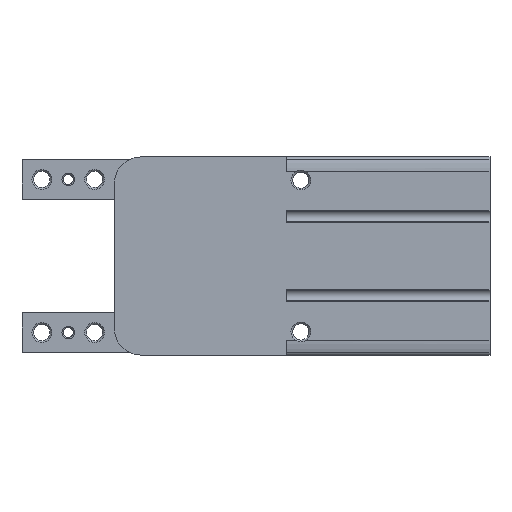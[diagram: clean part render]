
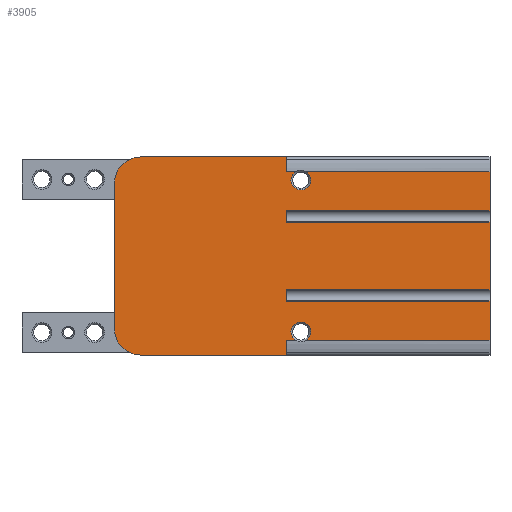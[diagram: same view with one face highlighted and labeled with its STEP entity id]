
A CAD part, left-side view. The second image highlights one B-rep face of the part: STEP entity #3905.
In plain terms, the highlighted planar face has unit normal (-1, 0, 0).
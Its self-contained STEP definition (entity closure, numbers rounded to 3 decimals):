
#222=LINE('',#5958,#547);
#225=LINE('',#5966,#550);
#245=LINE('',#6057,#570);
#247=LINE('',#6065,#572);
#248=LINE('',#6074,#573);
#250=LINE('',#6082,#575);
#270=LINE('',#6141,#595);
#275=LINE('',#6165,#600);
#309=LINE('',#6309,#634);
#317=LINE('',#6335,#642);
#319=LINE('',#6339,#644);
#320=LINE('',#6340,#645);
#321=LINE('',#6342,#646);
#322=LINE('',#6344,#647);
#323=LINE('',#6346,#648);
#324=LINE('',#6347,#649);
#325=LINE('',#6349,#650);
#326=LINE('',#6351,#651);
#547=VECTOR('',#4674,1000.);
#550=VECTOR('',#4681,1000.);
#570=VECTOR('',#4735,1000.);
#572=VECTOR('',#4741,1000.);
#573=VECTOR('',#4744,1000.);
#575=VECTOR('',#4750,1000.);
#595=VECTOR('',#4794,1000.);
#600=VECTOR('',#4813,1000.);
#634=VECTOR('',#4931,1000.);
#642=VECTOR('',#4953,1000.);
#644=VECTOR('',#4959,1000.);
#645=VECTOR('',#4960,1000.);
#646=VECTOR('',#4963,1000.);
#647=VECTOR('',#4964,1000.);
#648=VECTOR('',#4965,1000.);
#649=VECTOR('',#4966,1000.);
#650=VECTOR('',#4967,1000.);
#651=VECTOR('',#4968,1000.);
#1094=ORIENTED_EDGE('',*,*,#2200,.T.);
#1095=ORIENTED_EDGE('',*,*,#2061,.F.);
#1096=ORIENTED_EDGE('',*,*,#2201,.T.);
#1097=ORIENTED_EDGE('',*,*,#2022,.F.);
#1098=ORIENTED_EDGE('',*,*,#2033,.F.);
#1099=ORIENTED_EDGE('',*,*,#2198,.F.);
#1100=ORIENTED_EDGE('',*,*,#2030,.F.);
#1101=ORIENTED_EDGE('',*,*,#2018,.T.);
#1102=ORIENTED_EDGE('',*,*,#2202,.T.);
#1103=ORIENTED_EDGE('',*,*,#2063,.T.);
#1104=ORIENTED_EDGE('',*,*,#2203,.T.);
#1105=ORIENTED_EDGE('',*,*,#2067,.T.);
#1106=ORIENTED_EDGE('',*,*,#2108,.T.);
#1107=ORIENTED_EDGE('',*,*,#2204,.F.);
#1108=ORIENTED_EDGE('',*,*,#2205,.T.);
#1109=ORIENTED_EDGE('',*,*,#2206,.T.);
#1110=ORIENTED_EDGE('',*,*,#2096,.T.);
#1111=ORIENTED_EDGE('',*,*,#2207,.F.);
#1112=ORIENTED_EDGE('',*,*,#2208,.T.);
#1113=ORIENTED_EDGE('',*,*,#2209,.T.);
#1114=ORIENTED_EDGE('',*,*,#2184,.T.);
#1115=ORIENTED_EDGE('',*,*,#2057,.F.);
#2018=EDGE_CURVE('',#2584,#2583,#222,.T.);
#2022=EDGE_CURVE('',#2586,#2587,#225,.T.);
#2030=EDGE_CURVE('',#2584,#2594,#2963,.T.);
#2033=EDGE_CURVE('',#2595,#2586,#2964,.T.);
#2057=EDGE_CURVE('',#2616,#2618,#245,.T.);
#2061=EDGE_CURVE('',#2621,#2617,#247,.T.);
#2063=EDGE_CURVE('',#2624,#2622,#248,.T.);
#2067=EDGE_CURVE('',#2623,#2627,#250,.T.);
#2096=EDGE_CURVE('',#2655,#2654,#270,.T.);
#2108=EDGE_CURVE('',#2627,#2666,#275,.T.);
#2184=EDGE_CURVE('',#2735,#2618,#309,.T.);
#2198=EDGE_CURVE('',#2594,#2595,#317,.T.);
#2200=EDGE_CURVE('',#2616,#2617,#3041,.T.);
#2201=EDGE_CURVE('',#2621,#2587,#319,.T.);
#2202=EDGE_CURVE('',#2583,#2624,#320,.T.);
#2203=EDGE_CURVE('',#2622,#2623,#3042,.T.);
#2204=EDGE_CURVE('',#2746,#2666,#321,.T.);
#2205=EDGE_CURVE('',#2746,#2747,#322,.T.);
#2206=EDGE_CURVE('',#2747,#2655,#323,.T.);
#2207=EDGE_CURVE('',#2748,#2654,#324,.T.);
#2208=EDGE_CURVE('',#2748,#2749,#325,.T.);
#2209=EDGE_CURVE('',#2749,#2735,#326,.T.);
#2583=VERTEX_POINT('',#5957);
#2584=VERTEX_POINT('',#5959);
#2586=VERTEX_POINT('',#5965);
#2587=VERTEX_POINT('',#5967);
#2594=VERTEX_POINT('',#5983);
#2595=VERTEX_POINT('',#5987);
#2616=VERTEX_POINT('',#6055);
#2617=VERTEX_POINT('',#6056);
#2618=VERTEX_POINT('',#6058);
#2621=VERTEX_POINT('',#6064);
#2622=VERTEX_POINT('',#6072);
#2623=VERTEX_POINT('',#6073);
#2624=VERTEX_POINT('',#6075);
#2627=VERTEX_POINT('',#6081);
#2654=VERTEX_POINT('',#6140);
#2655=VERTEX_POINT('',#6142);
#2666=VERTEX_POINT('',#6164);
#2735=VERTEX_POINT('',#6310);
#2746=VERTEX_POINT('',#6343);
#2747=VERTEX_POINT('',#6345);
#2748=VERTEX_POINT('',#6348);
#2749=VERTEX_POINT('',#6350);
#2963=CIRCLE('',#4162,8.);
#2964=CIRCLE('',#4164,8.);
#3041=CIRCLE('',#4252,3.);
#3042=CIRCLE('',#4253,3.);
#3216=EDGE_LOOP('',(#1094,#1095,#1096,#1097,#1098,#1099,#1100,#1101,#1102,
#1103,#1104,#1105,#1106,#1107,#1108,#1109,#1110,#1111,#1112,#1113,#1114,
#1115));
#3519=FACE_BOUND('',#3216,.T.);
#3811=PLANE('',#4251);
#3905=ADVANCED_FACE('',(#3519),#3811,.F.);
#4162=AXIS2_PLACEMENT_3D('',#5982,#4691,#4692);
#4164=AXIS2_PLACEMENT_3D('',#5988,#4697,#4698);
#4251=AXIS2_PLACEMENT_3D('',#6337,#4955,#4956);
#4252=AXIS2_PLACEMENT_3D('',#6338,#4957,#4958);
#4253=AXIS2_PLACEMENT_3D('',#6341,#4961,#4962);
#4674=DIRECTION('',(0.,-1.,0.));
#4681=DIRECTION('',(0.,-1.,0.));
#4691=DIRECTION('',(1.,0.,0.));
#4692=DIRECTION('',(0.,0.,-1.));
#4697=DIRECTION('',(1.,0.,0.));
#4698=DIRECTION('',(0.,0.,-1.));
#4735=DIRECTION('',(0.,-1.,0.));
#4741=DIRECTION('',(0.,-1.,0.));
#4744=DIRECTION('',(0.,-1.,0.));
#4750=DIRECTION('',(0.,-1.,0.));
#4794=DIRECTION('',(0.,0.,1.));
#4813=DIRECTION('',(0.,0.,1.));
#4931=DIRECTION('',(0.,0.,1.));
#4953=DIRECTION('',(0.,0.,1.));
#4955=DIRECTION('',(1.,0.,0.));
#4956=DIRECTION('',(0.,0.,-1.));
#4957=DIRECTION('',(1.,0.,0.));
#4958=DIRECTION('',(0.,0.,-1.));
#4959=DIRECTION('',(0.,0.,1.));
#4960=DIRECTION('',(0.,0.,1.));
#4961=DIRECTION('',(1.,0.,0.));
#4962=DIRECTION('',(0.,0.,-1.));
#4963=DIRECTION('',(0.,-1.,0.));
#4964=DIRECTION('',(0.,0.,1.));
#4965=DIRECTION('',(0.,-1.,0.));
#4966=DIRECTION('',(0.,-1.,0.));
#4967=DIRECTION('',(0.,0.,1.));
#4968=DIRECTION('',(0.,-1.,0.));
#5957=CARTESIAN_POINT('',(-20.,61.8,-30.));
#5958=CARTESIAN_POINT('',(-20.,113.8,-30.));
#5959=CARTESIAN_POINT('',(-20.,105.8,-30.));
#5965=CARTESIAN_POINT('',(-20.,105.8,30.));
#5966=CARTESIAN_POINT('',(-20.,113.8,30.));
#5967=CARTESIAN_POINT('',(-20.,61.8,30.));
#5982=CARTESIAN_POINT('',(-20.,105.8,-22.));
#5983=CARTESIAN_POINT('',(-20.,113.8,-22.));
#5987=CARTESIAN_POINT('',(-20.,113.8,22.));
#5988=CARTESIAN_POINT('',(-20.,105.8,22.));
#6055=CARTESIAN_POINT('',(-20.,55.642,25.5));
#6056=CARTESIAN_POINT('',(-20.,58.958,25.5));
#6057=CARTESIAN_POINT('',(-20.,61.8,25.5));
#6058=CARTESIAN_POINT('',(-20.,0.,25.5));
#6064=CARTESIAN_POINT('',(-20.,61.8,25.5));
#6065=CARTESIAN_POINT('',(-20.,61.8,25.5));
#6072=CARTESIAN_POINT('',(-20.,58.958,-25.5));
#6073=CARTESIAN_POINT('',(-20.,55.642,-25.5));
#6074=CARTESIAN_POINT('',(-20.,61.8,-25.5));
#6075=CARTESIAN_POINT('',(-20.,61.8,-25.5));
#6081=CARTESIAN_POINT('',(-20.,0.,-25.5));
#6082=CARTESIAN_POINT('',(-20.,61.8,-25.5));
#6140=CARTESIAN_POINT('',(-20.,0.,10.3));
#6141=CARTESIAN_POINT('',(-20.,0.,-30.));
#6142=CARTESIAN_POINT('',(-20.,0.,-10.3));
#6164=CARTESIAN_POINT('',(-20.,0.,-13.7));
#6165=CARTESIAN_POINT('',(-20.,0.,-30.));
#6309=CARTESIAN_POINT('',(-20.,0.,-30.));
#6310=CARTESIAN_POINT('',(-20.,0.,13.7));
#6335=CARTESIAN_POINT('',(-20.,113.8,-30.));
#6337=CARTESIAN_POINT('',(-20.,113.8,-30.));
#6338=CARTESIAN_POINT('',(-20.,57.3,23.));
#6339=CARTESIAN_POINT('',(-20.,61.8,-30.));
#6340=CARTESIAN_POINT('',(-20.,61.8,-30.));
#6341=CARTESIAN_POINT('',(-20.,57.3,-23.));
#6342=CARTESIAN_POINT('',(-20.,61.8,-13.7));
#6343=CARTESIAN_POINT('',(-20.,61.8,-13.7));
#6344=CARTESIAN_POINT('',(-20.,61.8,-13.7));
#6345=CARTESIAN_POINT('',(-20.,61.8,-10.3));
#6346=CARTESIAN_POINT('',(-20.,61.8,-10.3));
#6347=CARTESIAN_POINT('',(-20.,61.8,10.3));
#6348=CARTESIAN_POINT('',(-20.,61.8,10.3));
#6349=CARTESIAN_POINT('',(-20.,61.8,10.3));
#6350=CARTESIAN_POINT('',(-20.,61.8,13.7));
#6351=CARTESIAN_POINT('',(-20.,61.8,13.7));
